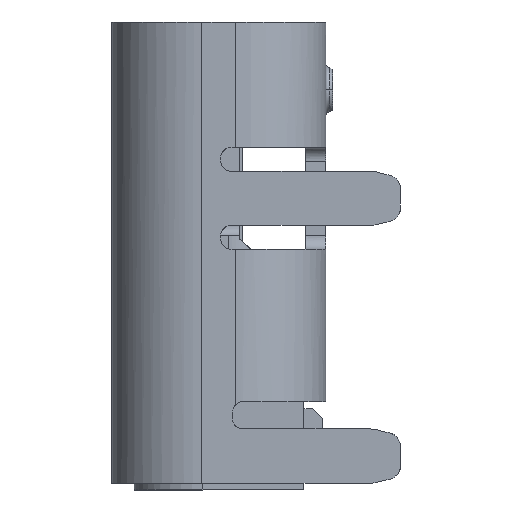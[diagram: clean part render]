
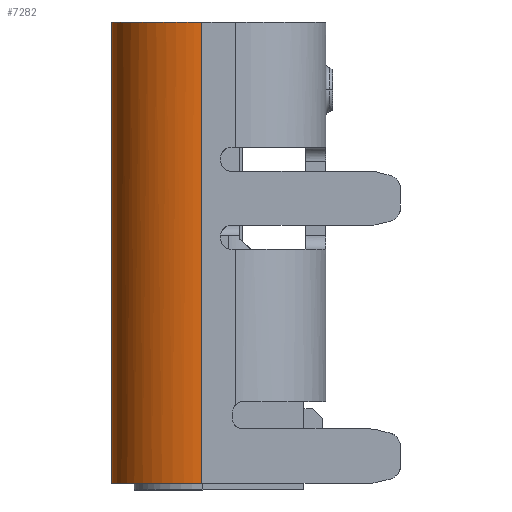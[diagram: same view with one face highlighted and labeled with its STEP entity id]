
A CAD part, left-side view. The second image highlights one B-rep face of the part: STEP entity #7282.
In plain terms, the highlighted cylindrical face has radius 1.33 mm (diameter 2.66 mm), a partial arc.
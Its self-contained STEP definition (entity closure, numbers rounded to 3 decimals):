
#994 = CARTESIAN_POINT ( 'NONE',  ( -3.14, 3.26, 0. ) ) ;
#1404 = DIRECTION ( 'NONE',  ( 0., 0., 1. ) ) ;
#1826 = DIRECTION ( 'NONE',  ( 0., -1., 0. ) ) ;
#1889 = EDGE_LOOP ( 'NONE', ( #21177, #6622, #13920, #16565 ) ) ;
#2428 = CARTESIAN_POINT ( 'NONE',  ( -4.47, 2.099, 0. ) ) ;
#2643 = CARTESIAN_POINT ( 'NONE',  ( -4.47, 1.93, 0. ) ) ;
#2827 = CARTESIAN_POINT ( 'NONE',  ( -4.47, 1.93, -6.8 ) ) ;
#4600 = CARTESIAN_POINT ( 'NONE',  ( -4.47, 1.93, 0. ) ) ;
#5204 = CARTESIAN_POINT ( 'NONE',  ( -3.314, 3.26, -6.8 ) ) ;
#5215 = VECTOR ( 'NONE', #6828, 1000. ) ;
#5578 = B_SPLINE_CURVE_WITH_KNOTS ( 'NONE', 3,
 ( #7367, #5204, #13933, #11792, #18346, #20504, #27070, #12223, #16921, #18907 ),
 .UNSPECIFIED., .F., .F.,
 ( 4, 2, 2, 2, 4 ),
 ( 0., 0.25, 0.5, 0.75, 1. ),
 .UNSPECIFIED. ) ;
#5645 = VECTOR ( 'NONE', #1404, 1000. ) ;
#6202 = CARTESIAN_POINT ( 'NONE',  ( -3.59, 3.182, 0. ) ) ;
#6622 = ORIENTED_EDGE ( 'NONE', *, *, #7624, .T. ) ;
#6828 = DIRECTION ( 'NONE',  ( 0., 0., 1. ) ) ;
#7251 = CARTESIAN_POINT ( 'NONE',  ( -3.14, 3.26, -6.8 ) ) ;
#7282 = ADVANCED_FACE ( 'NONE', ( #11952 ), #9671, .T. ) ;
#7367 = CARTESIAN_POINT ( 'NONE',  ( -3.14, 3.26, -6.8 ) ) ;
#7624 = EDGE_CURVE ( 'NONE', #20097, #20502, #13245, .T. ) ;
#8354 = CARTESIAN_POINT ( 'NONE',  ( -3.55, 3.195, 0. ) ) ;
#8633 = CARTESIAN_POINT ( 'NONE',  ( -4.311, 2.565, 0. ) ) ;
#9671 = CYLINDRICAL_SURFACE ( 'NONE', #19783, 1.33 ) ;
#10065 = CARTESIAN_POINT ( 'NONE',  ( -3.608, 3.175, 0. ) ) ;
#10497 = CARTESIAN_POINT ( 'NONE',  ( -3.14, 3.26, 0. ) ) ;
#11112 = EDGE_CURVE ( 'NONE', #17037, #20097, #5578, .T. ) ;
#11792 = CARTESIAN_POINT ( 'NONE',  ( -3.81, 3.092, -6.8 ) ) ;
#11952 = FACE_OUTER_BOUND ( 'NONE', #1889, .T. ) ;
#12131 = B_SPLINE_CURVE_WITH_KNOTS ( 'NONE', 3,
 ( #10497, #19191, #20920, #27916, #8354, #6202, #10065, #18773, #28188, #15320, #19466, #8633, #17195, #21872, #23899, #17462, #2428, #4600 ),
 .UNSPECIFIED., .F., .F.,
 ( 4, 1, 1, 2, 2, 2, 1, 1, 2, 2, 4 ),
 ( 0., 0.125, 0.187, 0.219, 0.25, 0.5, 0.625, 0.687, 0.719, 0.75, 1. ),
 .UNSPECIFIED. ) ;
#12223 = CARTESIAN_POINT ( 'NONE',  ( -4.435, 2.278, -6.8 ) ) ;
#12862 = CARTESIAN_POINT ( 'NONE',  ( -3.14, 1.93, 0. ) ) ;
#13245 = LINE ( 'NONE', #2643, #5215 ) ;
#13920 = ORIENTED_EDGE ( 'NONE', *, *, #17217, .F. ) ;
#13933 = CARTESIAN_POINT ( 'NONE',  ( -3.488, 3.225, -6.8 ) ) ;
#15252 = DIRECTION ( 'NONE',  ( 0., 0., 1. ) ) ;
#15320 = CARTESIAN_POINT ( 'NONE',  ( -4.145, 2.806, 0. ) ) ;
#16565 = ORIENTED_EDGE ( 'NONE', *, *, #27846, .F. ) ;
#16921 = CARTESIAN_POINT ( 'NONE',  ( -4.47, 2.104, -6.8 ) ) ;
#17037 = VERTEX_POINT ( 'NONE', #7251 ) ;
#17195 = CARTESIAN_POINT ( 'NONE',  ( -4.34, 2.503, 0. ) ) ;
#17217 = EDGE_CURVE ( 'NONE', #26785, #20502, #12131, .T. ) ;
#17462 = CARTESIAN_POINT ( 'NONE',  ( -4.439, 2.262, 0. ) ) ;
#18346 = CARTESIAN_POINT ( 'NONE',  ( -3.957, 2.993, -6.8 ) ) ;
#18773 = CARTESIAN_POINT ( 'NONE',  ( -3.8, 3.099, 0. ) ) ;
#18907 = CARTESIAN_POINT ( 'NONE',  ( -4.47, 1.93, -6.8 ) ) ;
#19191 = CARTESIAN_POINT ( 'NONE',  ( -3.224, 3.26, 0. ) ) ;
#19466 = CARTESIAN_POINT ( 'NONE',  ( -4.231, 2.701, 0. ) ) ;
#19783 = AXIS2_PLACEMENT_3D ( 'NONE', #12862, #15252, #1826 ) ;
#20097 = VERTEX_POINT ( 'NONE', #2827 ) ;
#20502 = VERTEX_POINT ( 'NONE', #27949 ) ;
#20504 = CARTESIAN_POINT ( 'NONE',  ( -4.204, 2.747, -6.8 ) ) ;
#20920 = CARTESIAN_POINT ( 'NONE',  ( -3.349, 3.248, 0. ) ) ;
#21177 = ORIENTED_EDGE ( 'NONE', *, *, #11112, .T. ) ;
#21872 = CARTESIAN_POINT ( 'NONE',  ( -4.359, 2.462, 0. ) ) ;
#23899 = CARTESIAN_POINT ( 'NONE',  ( -4.369, 2.439, 0. ) ) ;
#25720 = LINE ( 'NONE', #27729, #5645 ) ;
#26785 = VERTEX_POINT ( 'NONE', #994 ) ;
#27070 = CARTESIAN_POINT ( 'NONE',  ( -4.302, 2.6, -6.8 ) ) ;
#27729 = CARTESIAN_POINT ( 'NONE',  ( -3.14, 3.26, -2.9 ) ) ;
#27846 = EDGE_CURVE ( 'NONE', #17037, #26785, #25720, .T. ) ;
#27916 = CARTESIAN_POINT ( 'NONE',  ( -3.491, 3.214, 0. ) ) ;
#27949 = CARTESIAN_POINT ( 'NONE',  ( -4.47, 1.93, 0. ) ) ;
#28188 = CARTESIAN_POINT ( 'NONE',  ( -3.951, 3., 0. ) ) ;
